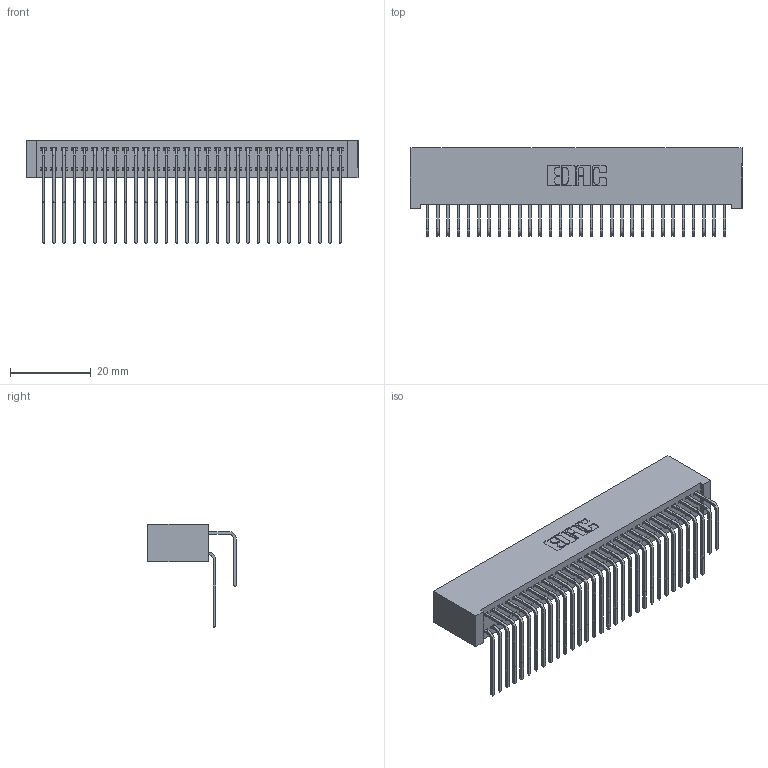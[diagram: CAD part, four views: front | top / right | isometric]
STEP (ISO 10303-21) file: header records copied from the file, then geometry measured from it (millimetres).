
FILE_DESCRIPTION (( 'STEP AP203' ), '1' );
FILE_NAME ('392-060-558-201.STEP', '2018-08-17T20:46:06', ( '' ), ( '' ), 'SwSTEP 2.0', 'SolidWorks 2016', '' );
FILE_SCHEMA (( 'CONFIG_CONTROL_DESIGN' ));
Length unit declared in the file: inch
Products named in the file (4): 392-060-558-201; 342 Part_Lugless; 345-292-001_558 559 Tail - 1; 345-292-001_558 Tail - 2
Assembly tree (61 placements, depth 2):
  392-060-558-201
    342 Part_Lugless
    345-292-001_558 559 Tail - 1  x30
    345-292-001_558 Tail - 2  x30
Bounding box: 82.45 x 21.91 x 25.78 mm (x, y, z)
Volume: 8136.8 mm3; surface area: 14961 mm2
Topology: 61 solids, 61 shells, 3342 faces, 9935 edges, 6542 vertices
Faces by surface type: plane 2342, cylinder 1000
Entity records: 22227 total; most frequent: CARTESIAN_POINT 3745, ORIENTED_EDGE 3630, DIRECTION 3195, EDGE_CURVE 1815, VECTOR 1655, LINE 1655, VERTEX_POINT 1206, AXIS2_PLACEMENT_3D 770
